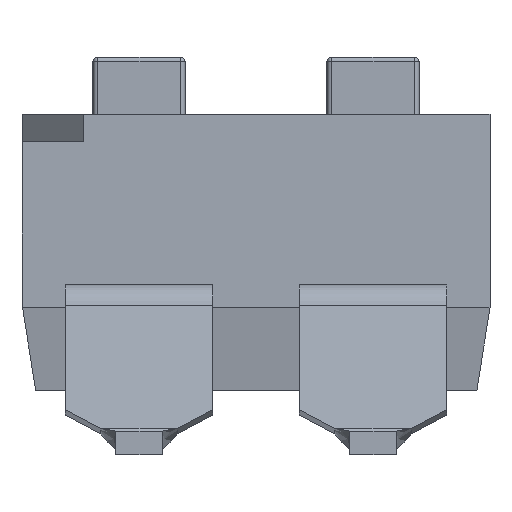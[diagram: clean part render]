
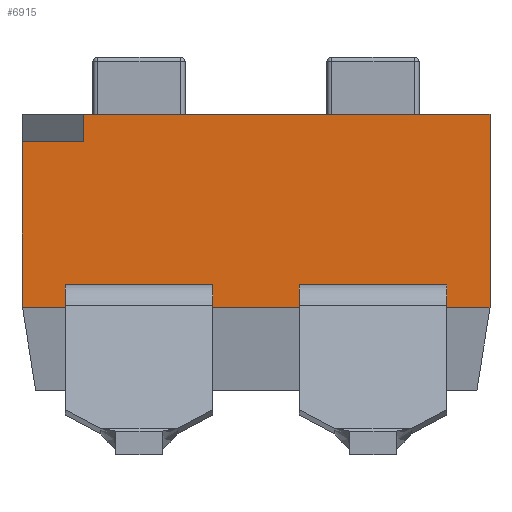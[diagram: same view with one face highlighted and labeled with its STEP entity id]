
A CAD part, front view. The second image highlights one B-rep face of the part: STEP entity #6915.
In plain terms, the highlighted planar face has unit normal (0, -1, 0).
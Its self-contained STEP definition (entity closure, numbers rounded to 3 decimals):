
#472=FACE_OUTER_BOUND('',#866,.T.);
#866=EDGE_LOOP('',(#5699,#5700,#5701,#5702,#5703,#5704,#5705));
#1463=LINE('',#10978,#2212);
#1465=LINE('',#10982,#2214);
#1466=LINE('',#10984,#2215);
#1467=LINE('',#10986,#2216);
#1468=LINE('',#10988,#2217);
#1469=LINE('',#10990,#2218);
#1470=LINE('',#10991,#2219);
#2212=VECTOR('',#8991,10.);
#2214=VECTOR('',#8995,10.);
#2215=VECTOR('',#8996,10.);
#2216=VECTOR('',#8997,10.);
#2217=VECTOR('',#8998,10.);
#2218=VECTOR('',#8999,10.);
#2219=VECTOR('',#9000,10.);
#3144=VERTEX_POINT('',#10975);
#3145=VERTEX_POINT('',#10977);
#3146=VERTEX_POINT('',#10981);
#3147=VERTEX_POINT('',#10983);
#3148=VERTEX_POINT('',#10985);
#3149=VERTEX_POINT('',#10987);
#3150=VERTEX_POINT('',#10989);
#4035=EDGE_CURVE('',#3144,#3145,#1463,.T.);
#4037=EDGE_CURVE('',#3146,#3144,#1465,.T.);
#4038=EDGE_CURVE('',#3147,#3146,#1466,.T.);
#4039=EDGE_CURVE('',#3148,#3147,#1467,.T.);
#4040=EDGE_CURVE('',#3149,#3148,#1468,.T.);
#4041=EDGE_CURVE('',#3150,#3149,#1469,.T.);
#4042=EDGE_CURVE('',#3145,#3150,#1470,.T.);
#5699=ORIENTED_EDGE('',*,*,#4035,.F.);
#5700=ORIENTED_EDGE('',*,*,#4037,.F.);
#5701=ORIENTED_EDGE('',*,*,#4038,.F.);
#5702=ORIENTED_EDGE('',*,*,#4039,.F.);
#5703=ORIENTED_EDGE('',*,*,#4040,.F.);
#5704=ORIENTED_EDGE('',*,*,#4041,.F.);
#5705=ORIENTED_EDGE('',*,*,#4042,.F.);
#6567=PLANE('',#7513);
#6915=ADVANCED_FACE('',(#472),#6567,.T.);
#7513=AXIS2_PLACEMENT_3D('',#10980,#8993,#8994);
#8991=DIRECTION('',(0.,0.,-1.));
#8993=DIRECTION('center_axis',(0.,-1.,0.));
#8994=DIRECTION('ref_axis',(0.,0.,1.));
#8995=DIRECTION('',(1.,0.,0.));
#8996=DIRECTION('',(0.,0.,1.));
#8997=DIRECTION('',(1.,0.,0.));
#8998=DIRECTION('',(0.,0.,1.));
#8999=DIRECTION('',(-0.156,0.,0.988));
#9000=DIRECTION('',(-1.,0.,0.));
#10975=CARTESIAN_POINT('',(2.54,-3.1,3.735));
#10977=CARTESIAN_POINT('',(2.54,-3.1,1.635));
#10978=CARTESIAN_POINT('',(2.54,-3.1,2.349));
#10980=CARTESIAN_POINT('Origin',(31.564,-3.1,2.463));
#10981=CARTESIAN_POINT('',(-1.869,-3.1,3.735));
#10982=CARTESIAN_POINT('',(-2.01,-3.1,3.735));
#10983=CARTESIAN_POINT('',(-1.869,-3.1,3.435));
#10984=CARTESIAN_POINT('',(-1.869,-3.1,2.628));
#10985=CARTESIAN_POINT('',(-2.54,-3.1,3.435));
#10986=CARTESIAN_POINT('',(-3.01,-3.1,3.435));
#10987=CARTESIAN_POINT('',(-2.54,-3.1,1.672));
#10988=CARTESIAN_POINT('',(-2.54,-3.1,3.435));
#10989=CARTESIAN_POINT('',(-2.534,-3.1,1.635));
#10990=CARTESIAN_POINT('',(-2.242,-3.1,-0.211));
#10991=CARTESIAN_POINT('',(-2.07,-3.1,1.635));
